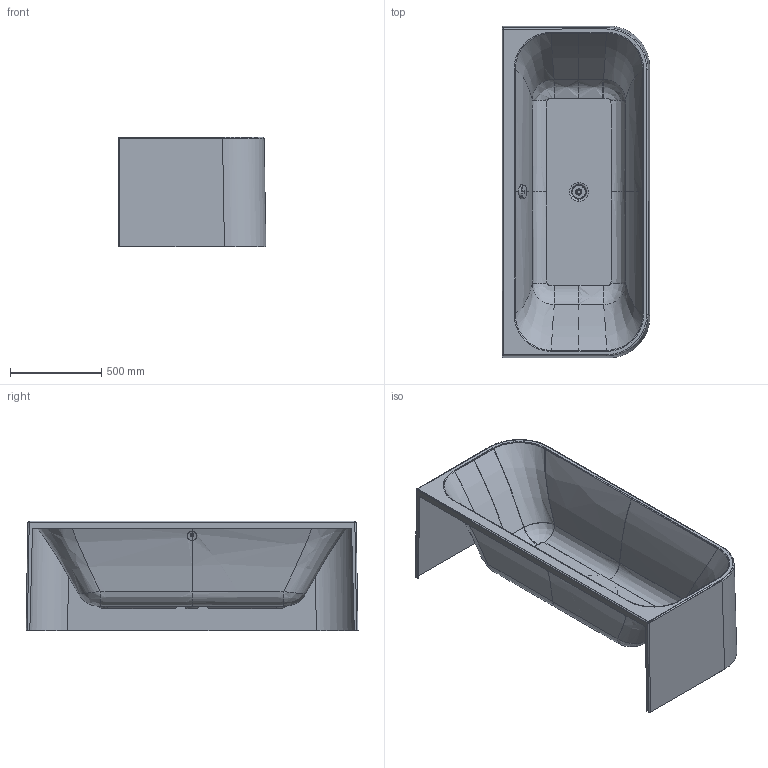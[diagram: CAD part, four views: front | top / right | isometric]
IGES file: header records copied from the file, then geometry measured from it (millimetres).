
Global section: file name: No Iges File Name specified; native system: Autodesk Inventor 2011; preprocessor: AutoDesk Inventor Iges Exporter R2011; author: Administrator; date: 20130603.124605; units: millimetre
Bounding box: 811.42 x 1821.29 x 600 mm (x, y, z)
Volume: 26443349.7 mm3; surface area: 9767486 mm2
Topology: 5 solids, 5 shells, 335 faces, 872 edges, 530 vertices
Faces by surface type: plane 122, bspline 82, revolution 80, cylinder 30, cone 12, torus 6, sphere 3
